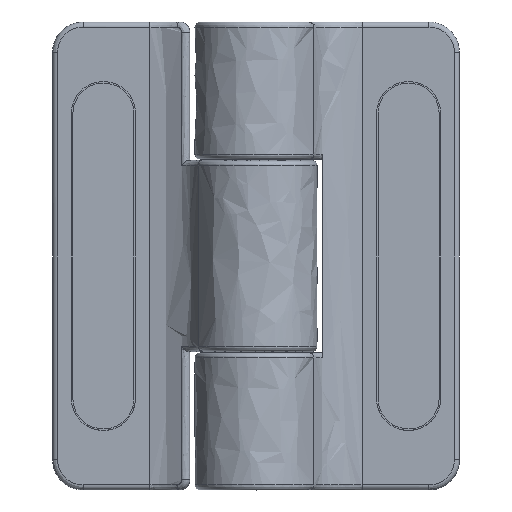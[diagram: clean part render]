
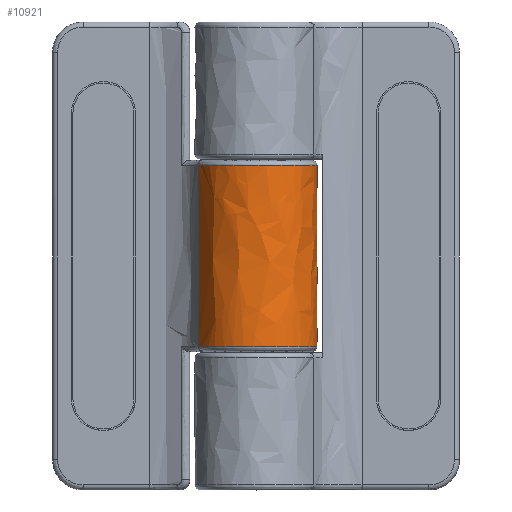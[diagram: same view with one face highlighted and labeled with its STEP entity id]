
A CAD part, front view. The second image highlights one B-rep face of the part: STEP entity #10921.
In plain terms, the highlighted free-form (B-spline) face has degree [1, 2] with [2, 5] control points.
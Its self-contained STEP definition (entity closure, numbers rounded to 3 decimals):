
#9218=CARTESIAN_POINT('',(5.657,2.,8.9));
#9219=VERTEX_POINT('',#9218);
#9245=CARTESIAN_POINT('',(5.657,2.,5.9));
#9246=VERTEX_POINT('',#9245);
#9247=CARTESIAN_POINT('',(5.657,2.,5.9));
#9248=CARTESIAN_POINT('',(5.657,2.,8.9));
#9249=QUASI_UNIFORM_CURVE('',1,(#9247,#9248),.UNSPECIFIED.,.F.,.U.);
#9250=EDGE_CURVE('',#9246,#9219,#9249,.T.);
#9344=CARTESIAN_POINT('',(3.626,4.78,5.9));
#9345=VERTEX_POINT('',#9344);
#9346=CARTESIAN_POINT('',(3.626,4.78,5.9));
#9347=CARTESIAN_POINT('',(5.058,3.694,5.9));
#9348=CARTESIAN_POINT('',(5.657,2.,5.9));
#9356=(BOUNDED_CURVE()B_SPLINE_CURVE(2,(#9346,#9347,#9348),.UNSPECIFIED.,.F.,.U.)CURVE()GEOMETRIC_REPRESENTATION_ITEM()QUASI_UNIFORM_CURVE()RATIONAL_B_SPLINE_CURVE((1.0,0.958,1.0))REPRESENTATION_ITEM(''));
#9357=EDGE_CURVE('',#9345,#9246,#9356,.T.);
#9468=CARTESIAN_POINT('',(5.657,2.,-8.9));
#9469=VERTEX_POINT('',#9468);
#9493=CARTESIAN_POINT('',(5.657,2.,-5.9));
#9494=VERTEX_POINT('',#9493);
#9500=CARTESIAN_POINT('',(5.657,2.,-5.9));
#9501=CARTESIAN_POINT('',(5.657,2.,-8.9));
#9502=QUASI_UNIFORM_CURVE('',1,(#9500,#9501),.UNSPECIFIED.,.F.,.U.);
#9503=EDGE_CURVE('',#9494,#9469,#9502,.T.);
#9613=CARTESIAN_POINT('',(3.626,4.78,-5.9));
#9614=VERTEX_POINT('',#9613);
#9620=CARTESIAN_POINT('',(5.657,2.,-5.9));
#9621=CARTESIAN_POINT('',(5.058,3.694,-5.9));
#9622=CARTESIAN_POINT('',(3.626,4.78,-5.9));
#9630=(BOUNDED_CURVE()B_SPLINE_CURVE(2,(#9620,#9621,#9622),.UNSPECIFIED.,.F.,.U.)CURVE()GEOMETRIC_REPRESENTATION_ITEM()QUASI_UNIFORM_CURVE()RATIONAL_B_SPLINE_CURVE((1.0,0.958,1.0))REPRESENTATION_ITEM(''));
#9631=EDGE_CURVE('',#9494,#9614,#9630,.T.);
#10223=CARTESIAN_POINT('',(-5.688,-1.909,8.9));
#10224=VERTEX_POINT('',#10223);
#10315=CARTESIAN_POINT('',(5.657,2.,8.9));
#10316=CARTESIAN_POINT('',(5.768,1.686,8.9));
#10317=CARTESIAN_POINT('',(5.944,1.016,8.9));
#10318=CARTESIAN_POINT('',(6.026,0.041,8.9));
#10319=CARTESIAN_POINT('',(5.944,-1.032,8.9));
#10320=CARTESIAN_POINT('',(5.671,-2.076,8.9));
#10321=CARTESIAN_POINT('',(5.194,-3.056,8.9));
#10322=CARTESIAN_POINT('',(4.666,-3.803,8.9));
#10323=CARTESIAN_POINT('',(4.064,-4.443,8.9));
#10324=CARTESIAN_POINT('',(3.299,-5.05,8.9));
#10325=CARTESIAN_POINT('',(2.436,-5.513,8.9));
#10326=CARTESIAN_POINT('',(1.418,-5.86,8.9));
#10327=CARTESIAN_POINT('',(0.45,-6.016,8.9));
#10328=CARTESIAN_POINT('',(-0.7,-5.993,8.9));
#10329=CARTESIAN_POINT('',(-1.781,-5.772,8.9));
#10330=CARTESIAN_POINT('',(-2.83,-5.326,8.9));
#10331=CARTESIAN_POINT('',(-3.67,-4.778,8.9));
#10332=CARTESIAN_POINT('',(-4.294,-4.214,8.9));
#10333=CARTESIAN_POINT('',(-4.817,-3.605,8.9));
#10334=CARTESIAN_POINT('',(-5.3,-2.872,8.9));
#10335=CARTESIAN_POINT('',(-5.57,-2.26,8.9));
#10336=CARTESIAN_POINT('',(-5.688,-1.909,8.9));
#10337=B_SPLINE_CURVE_WITH_KNOTS('',3,(#10315,#10316,#10317,#10318,#10319,#10320,#10321,#10322,#10323,#10324,#10325,#10326,#10327,#10328,#10329,#10330,#10331,#10332,#10333,#10334,#10335,#10336),.UNSPECIFIED.,.F.,.U.,(4,1,1,1,1,1,1,1,1,1,1,1,1,1,1,1,1,1,1,4),(0.,0.999,2.072,2.923,4.218,5.291,6.18,6.957,7.919,9.103,9.88,11.138,12.026,13.321,14.431,15.43,16.319,16.948,17.836,18.946),.UNSPECIFIED.);
#10338=EDGE_CURVE('',#9219,#10224,#10337,.T.);
#10745=CARTESIAN_POINT('',(-5.688,-1.909,-8.9));
#10746=VERTEX_POINT('',#10745);
#10802=CARTESIAN_POINT('',(-5.688,-1.909,-8.9));
#10803=CARTESIAN_POINT('',(-5.543,-2.342,-8.9));
#10804=CARTESIAN_POINT('',(-5.222,-3.028,-8.9));
#10805=CARTESIAN_POINT('',(-4.649,-3.819,-8.9));
#10806=CARTESIAN_POINT('',(-4.124,-4.377,-8.9));
#10807=CARTESIAN_POINT('',(-3.584,-4.83,-8.9));
#10808=CARTESIAN_POINT('',(-2.85,-5.309,-8.9));
#10809=CARTESIAN_POINT('',(-1.956,-5.709,-8.9));
#10810=CARTESIAN_POINT('',(-0.848,-5.974,-8.9));
#10811=CARTESIAN_POINT('',(0.105,-6.023,-8.9));
#10812=CARTESIAN_POINT('',(1.014,-5.931,-8.9));
#10813=CARTESIAN_POINT('',(1.857,-5.733,-8.9));
#10814=CARTESIAN_POINT('',(2.852,-5.32,-8.9));
#10815=CARTESIAN_POINT('',(3.752,-4.725,-8.9));
#10816=CARTESIAN_POINT('',(4.411,-4.09,-8.9));
#10817=CARTESIAN_POINT('',(4.901,-3.485,-8.9));
#10818=CARTESIAN_POINT('',(5.297,-2.858,-8.9));
#10819=CARTESIAN_POINT('',(5.608,-2.171,-8.9));
#10820=CARTESIAN_POINT('',(5.833,-1.465,-8.9));
#10821=CARTESIAN_POINT('',(5.961,-0.797,-8.9));
#10822=CARTESIAN_POINT('',(6.02,0.028,-8.9));
#10823=CARTESIAN_POINT('',(5.956,0.955,-8.9));
#10824=CARTESIAN_POINT('',(5.78,1.651,-8.9));
#10825=CARTESIAN_POINT('',(5.657,2.,-8.9));
#10826=B_SPLINE_CURVE_WITH_KNOTS('',3,(#10802,#10803,#10804,#10805,#10806,#10807,#10808,#10809,#10810,#10811,#10812,#10813,#10814,#10815,#10816,#10817,#10818,#10819,#10820,#10821,#10822,#10823,#10824,#10825),.UNSPECIFIED.,.F.,.U.,(4,1,1,1,1,1,1,1,1,1,1,1,1,1,1,1,1,1,1,1,1,4),(0.,1.369,2.257,2.923,3.663,4.366,5.551,6.587,7.771,8.4,9.325,10.361,11.619,12.544,13.099,13.95,14.764,15.356,16.17,16.8,17.836,18.946),.UNSPECIFIED.);
#10827=EDGE_CURVE('',#10746,#9469,#10826,.T.);
#10879=CARTESIAN_POINT('',(-5.688,-1.909,8.9));
#10880=CARTESIAN_POINT('',(-5.688,-1.909,-8.9));
#10881=QUASI_UNIFORM_CURVE('',1,(#10879,#10880),.UNSPECIFIED.,.F.,.U.);
#10882=EDGE_CURVE('',#10224,#10746,#10881,.T.);
#10889=CARTESIAN_POINT('',(-5.758,-1.686,9.345));
#10890=CARTESIAN_POINT('',(-5.758,-1.686,-9.356));
#10891=CARTESIAN_POINT('',(-3.328,-9.986,9.345));
#10892=CARTESIAN_POINT('',(-3.328,-9.986,-9.356));
#10893=CARTESIAN_POINT('',(3.596,-4.803,9.345));
#10894=CARTESIAN_POINT('',(3.596,-4.803,-9.356));
#10895=CARTESIAN_POINT('',(10.52,0.38,9.345));
#10896=CARTESIAN_POINT('',(10.52,0.38,-9.356));
#10897=CARTESIAN_POINT('',(3.24,5.05,9.345));
#10898=CARTESIAN_POINT('',(3.24,5.05,-9.356));
#10906=(BOUNDED_SURFACE()B_SPLINE_SURFACE(1,2,((#10889,#10891,#10893,#10895,#10897),(#10890,#10892,#10894,#10896,#10898)),.UNSPECIFIED.,.F.,.F.,.U.)B_SPLINE_SURFACE_WITH_KNOTS((2,2),(3,2,3),(0.0,18.701),(0.0,12.56,25.12),.UNSPECIFIED.)GEOMETRIC_REPRESENTATION_ITEM()RATIONAL_B_SPLINE_SURFACE(((1.0,0.57,1.0,0.57,1.0),(1.0,0.57,1.0,0.57,1.0)))REPRESENTATION_ITEM('')SURFACE());
#10907=ORIENTED_EDGE('',*,*,#9250,.T.);
#10908=ORIENTED_EDGE('',*,*,#10338,.T.);
#10909=ORIENTED_EDGE('',*,*,#10882,.T.);
#10910=ORIENTED_EDGE('',*,*,#10827,.T.);
#10911=ORIENTED_EDGE('',*,*,#9503,.F.);
#10912=ORIENTED_EDGE('',*,*,#9631,.T.);
#10913=CARTESIAN_POINT('',(3.626,4.78,5.9));
#10914=CARTESIAN_POINT('',(3.626,4.78,-5.9));
#10915=QUASI_UNIFORM_CURVE('',1,(#10913,#10914),.UNSPECIFIED.,.F.,.U.);
#10916=EDGE_CURVE('',#9345,#9614,#10915,.T.);
#10917=ORIENTED_EDGE('',*,*,#10916,.F.);
#10918=ORIENTED_EDGE('',*,*,#9357,.T.);
#10919=EDGE_LOOP('',(#10907,#10908,#10909,#10910,#10911,#10912,#10917,#10918));
#10920=FACE_OUTER_BOUND('',#10919,.T.);
#10921=ADVANCED_FACE('',(#10920),#10906,.T.);
